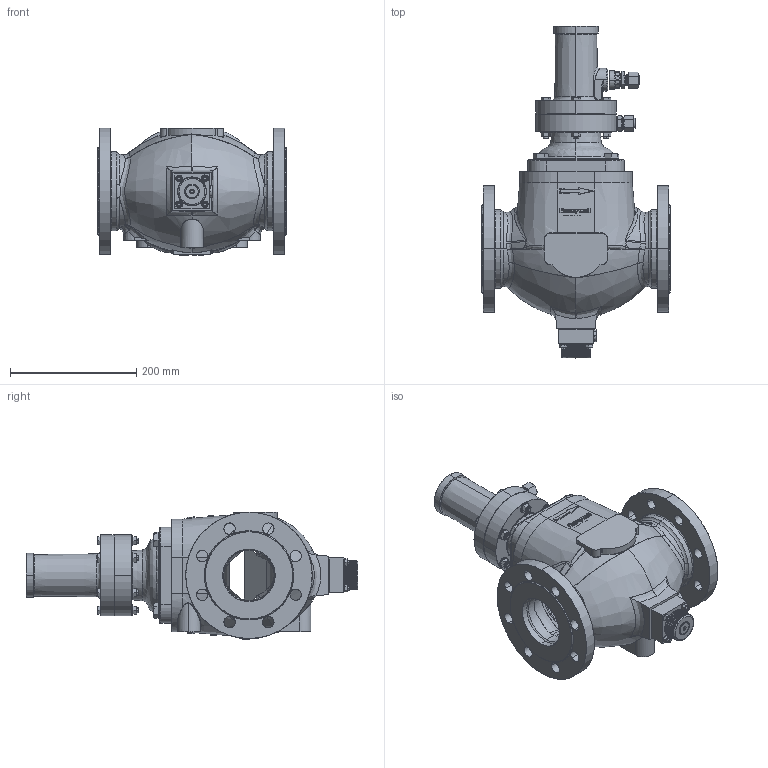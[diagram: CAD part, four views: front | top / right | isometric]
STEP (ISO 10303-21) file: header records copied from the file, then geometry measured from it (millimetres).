
FILE_DESCRIPTION (( 'STEP AP214' ), '1' );
FILE_NAME ('MB_HON720_DN_80_PN_16_K6.STEP', '2017-03-08T12:18:22', ( '' ), ( '' ), 'SwSTEP 2.0', 'SolidWorks 2015', '' );
FILE_SCHEMA (( 'AUTOMOTIVE_DESIGN' ));
Length unit declared in the file: millimetre
Products named in the file (1): MB_HON720_DN_80_PN_16_K6
Bounding box: 298 x 525.4 x 202 mm (x, y, z)
Surface area: 526941.1 mm2 (no closed solid volume)
Topology: 0 solids, 1145 shells, 1521 faces, 7428 edges, 7057 vertices
Faces by surface type: plane 598, bspline 430, cylinder 293, cone 200
Entity records: 158419 total; most frequent: CARTESIAN_POINT 108732, ORIENTED_EDGE 8331, EDGE_CURVE 7416, DIRECTION 7284, VERTEX_POINT 7057, B_SPLINE_CURVE_WITH_KNOTS 3283, VECTOR 2626, LINE 2626
